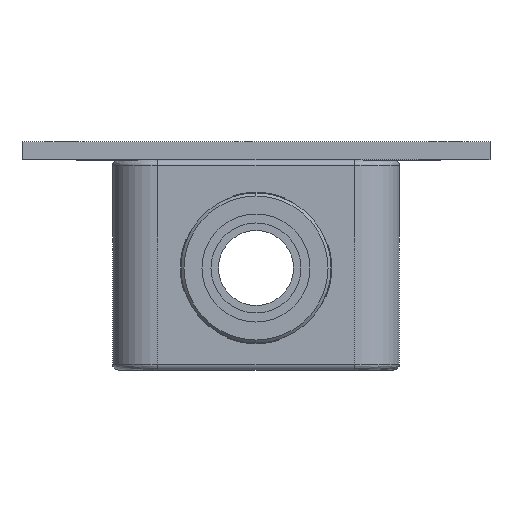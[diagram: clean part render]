
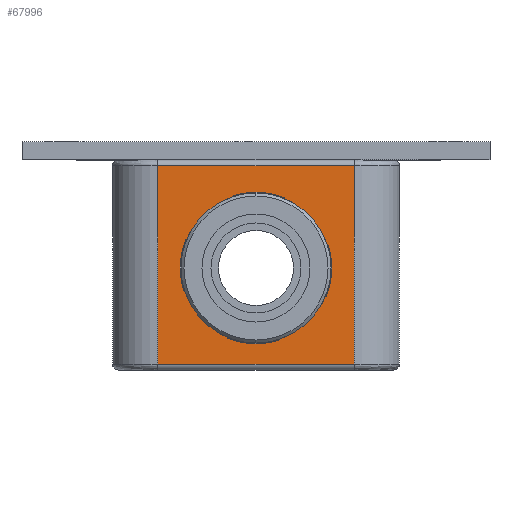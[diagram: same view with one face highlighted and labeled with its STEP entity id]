
A CAD part, front view. The second image highlights one B-rep face of the part: STEP entity #67996.
In plain terms, the highlighted planar face has unit normal (0, -1, 0).
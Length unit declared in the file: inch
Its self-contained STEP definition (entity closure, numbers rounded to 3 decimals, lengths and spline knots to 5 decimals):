
#2798 = AXIS2_PLACEMENT_3D ( 'NONE', #46231, #107974, #55109 ) ;
#4912 = FACE_OUTER_BOUND ( 'NONE', #23095, .T. ) ;
#4957 = AXIS2_PLACEMENT_3D ( 'NONE', #44049, #105773, #52943 ) ;
#7706 = EDGE_CURVE ( 'NONE', #17454, #86777, #21359, .T. ) ;
#9942 = DIRECTION ( 'NONE',  ( 1., 0., 0. ) ) ;
#13516 = CARTESIAN_POINT ( 'NONE',  ( 0.29528, 0., 0. ) ) ;
#13981 = CARTESIAN_POINT ( 'NONE',  ( 1.58661, 0., 0. ) ) ;
#14232 = EDGE_CURVE ( 'NONE', #41362, #74850, #87900, .T. ) ;
#17454 = VERTEX_POINT ( 'NONE', #89494 ) ;
#19100 = EDGE_LOOP ( 'NONE', ( #23594, #78349 ) ) ;
#21359 = LINE ( 'NONE', #13981, #102848 ) ;
#23095 = EDGE_LOOP ( 'NONE', ( #113459, #112637, #35770, #28683 ) ) ;
#23594 = ORIENTED_EDGE ( 'NONE', *, *, #14232, .F. ) ;
#24413 = VERTEX_POINT ( 'NONE', #66961 ) ;
#28255 = CIRCLE ( 'NONE', #2798, 0.49213 ) ;
#28683 = ORIENTED_EDGE ( 'NONE', *, *, #94572, .T. ) ;
#30978 = VERTEX_POINT ( 'NONE', #51588 ) ;
#35770 = ORIENTED_EDGE ( 'NONE', *, *, #54311, .T. ) ;
#36417 = CARTESIAN_POINT ( 'NONE',  ( 0.94094, 0., 0.47244 ) ) ;
#38563 = VECTOR ( 'NONE', #9942, 39.37008 ) ;
#40284 = DIRECTION ( 'NONE',  ( -1., 0., 0. ) ) ;
#41362 = VERTEX_POINT ( 'NONE', #67892 ) ;
#41873 = LINE ( 'NONE', #93131, #88852 ) ;
#44049 = CARTESIAN_POINT ( 'NONE',  ( 1.88189, 0., 0. ) ) ;
#46173 = VECTOR ( 'NONE', #101865, 39.37008 ) ;
#46231 = CARTESIAN_POINT ( 'NONE',  ( 0.94094, 0., -0.01969 ) ) ;
#46953 = CARTESIAN_POINT ( 'NONE',  ( 0.94094, 0., -0.01969 ) ) ;
#51588 = CARTESIAN_POINT ( 'NONE',  ( 0.29528, 0., 0.64961 ) ) ;
#52943 = DIRECTION ( 'NONE',  ( 0., 0., -1. ) ) ;
#53908 = CARTESIAN_POINT ( 'NONE',  ( 1.58661, 0., 0.64961 ) ) ;
#53961 = CARTESIAN_POINT ( 'NONE',  ( 1.88189, 0., -0.64961 ) ) ;
#54311 = EDGE_CURVE ( 'NONE', #30978, #24413, #69655, .T. ) ;
#55109 = DIRECTION ( 'NONE',  ( 0., 0., -1. ) ) ;
#55838 = DIRECTION ( 'NONE',  ( 0., 0., -1. ) ) ;
#57901 = EDGE_CURVE ( 'NONE', #74850, #41362, #28255, .T. ) ;
#64853 = LINE ( 'NONE', #53961, #38563 ) ;
#66961 = CARTESIAN_POINT ( 'NONE',  ( 0.29528, 0., -0.64961 ) ) ;
#67892 = CARTESIAN_POINT ( 'NONE',  ( 0.94094, 0., -0.51181 ) ) ;
#67996 = ADVANCED_FACE ( 'NONE', ( #75349, #4912 ), #114344, .T. ) ;
#69655 = LINE ( 'NONE', #13516, #46173 ) ;
#74850 = VERTEX_POINT ( 'NONE', #36417 ) ;
#75349 = FACE_BOUND ( 'NONE', #19100, .T. ) ;
#75722 = DIRECTION ( 'NONE',  ( 0., 0., 1. ) ) ;
#78349 = ORIENTED_EDGE ( 'NONE', *, *, #57901, .F. ) ;
#86777 = VERTEX_POINT ( 'NONE', #53908 ) ;
#87900 = CIRCLE ( 'NONE', #101629, 0.49213 ) ;
#88852 = VECTOR ( 'NONE', #40284, 39.37008 ) ;
#89494 = CARTESIAN_POINT ( 'NONE',  ( 1.58661, 0., -0.64961 ) ) ;
#93131 = CARTESIAN_POINT ( 'NONE',  ( 1.88189, 0., 0.64961 ) ) ;
#94572 = EDGE_CURVE ( 'NONE', #24413, #17454, #64853, .T. ) ;
#101629 = AXIS2_PLACEMENT_3D ( 'NONE', #46953, #108677, #55838 ) ;
#101865 = DIRECTION ( 'NONE',  ( 0., 0., -1. ) ) ;
#102848 = VECTOR ( 'NONE', #75722, 39.37008 ) ;
#105773 = DIRECTION ( 'NONE',  ( 0., -1., 0. ) ) ;
#107974 = DIRECTION ( 'NONE',  ( 0., -1., 0. ) ) ;
#108677 = DIRECTION ( 'NONE',  ( 0., -1., 0. ) ) ;
#112637 = ORIENTED_EDGE ( 'NONE', *, *, #113054, .T. ) ;
#113054 = EDGE_CURVE ( 'NONE', #86777, #30978, #41873, .T. ) ;
#113459 = ORIENTED_EDGE ( 'NONE', *, *, #7706, .T. ) ;
#114344 = PLANE ( 'NONE',  #4957 ) ;
